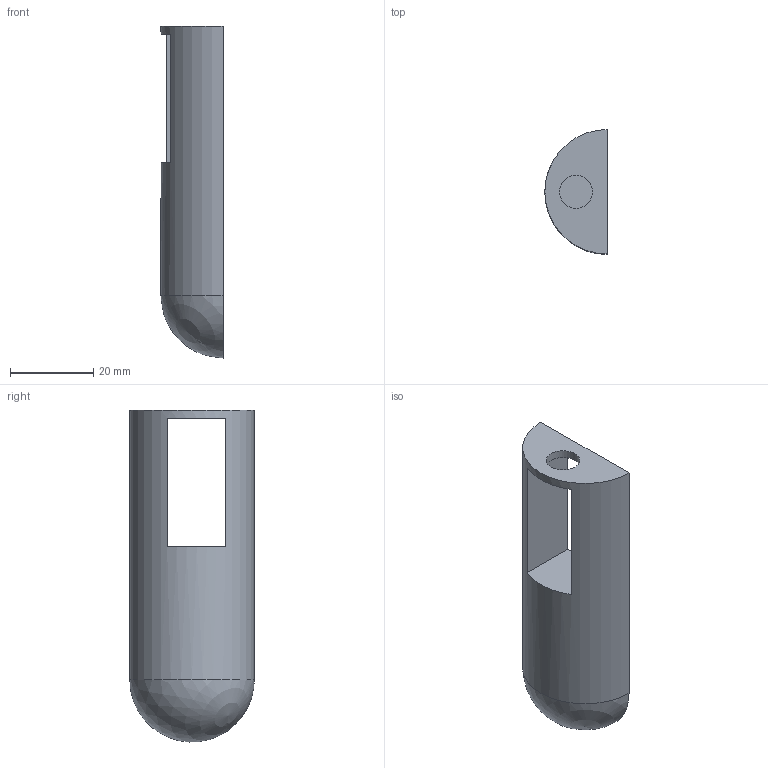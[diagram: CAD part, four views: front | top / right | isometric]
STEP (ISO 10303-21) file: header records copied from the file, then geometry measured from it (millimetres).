
FILE_DESCRIPTION(/* description */ ('','CAx-IF Rec.Pracs.---Representation and Presentation of Product Manufacturing Information (PMI)---4.0---2014-10-13'),/* implementation_level */ '2;1');
FILE_NAME(/* name */ 'ARM II v7.step',/* time_stamp */ '2025-03-02T20:07:19+13:00',/* author */ (''),/* organization */ (''),/* preprocessor_version */ 'ST-DEVELOPER v20',/* originating_system */ 'Autodesk Translation Framework v13.20.0.188',/* authorisation */ '');
FILE_SCHEMA (('AP242_MANAGED_MODEL_BASED_3D_ENGINEERING_MIM_LF { 1 0 10303 442 1 1 4 }'));
Length unit declared in the file: millimetre
Products named in the file (2): ARM II; arm2
Assembly tree (1 placements, depth 2):
  ARM II
    arm2
Bounding box: 15 x 30 x 79.98 mm (x, y, z)
Volume: 13469.4 mm3; surface area: 9072.2 mm2
Topology: 1 solids, 2 shells, 13 faces, 33 edges, 22 vertices
Faces by surface type: plane 8, cylinder 3, sphere 2
Full cylindrical faces by diameter (mm): 8 x1
Entity records: 450 total; most frequent: DIRECTION 77, CARTESIAN_POINT 69, ORIENTED_EDGE 62, EDGE_CURVE 31, AXIS2_PLACEMENT_3D 30, VERTEX_POINT 22, EDGE_LOOP 17, LINE 17
